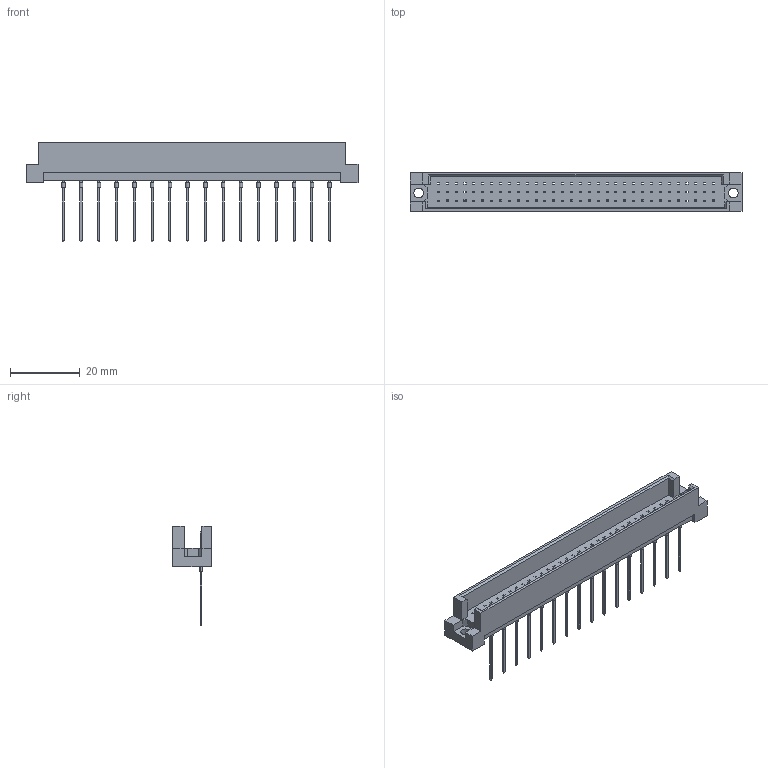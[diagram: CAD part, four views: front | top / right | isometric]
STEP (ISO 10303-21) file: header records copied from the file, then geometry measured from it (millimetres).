
FILE_DESCRIPTION (( 'STEP AP203' ), '1' );
FILE_NAME ('493-116-381-621.STEP', '2019-11-11T19:13:35', ( '' ), ( '' ), 'SwSTEP 2.0', 'SolidWorks 2020', '' );
FILE_SCHEMA (( 'CONFIG_CONTROL_DESIGN' ));
Length unit declared in the file: millimetre
Products named in the file (3): 493-116-381-621; 493 Part_96; 493-290_81
Assembly tree (17 placements, depth 2):
  493-116-381-621
    493 Part_96
    493-290_81  x16
Bounding box: 95 x 11.1 x 28.6 mm (x, y, z)
Volume: 5798.8 mm3; surface area: 7457 mm2
Topology: 17 solids, 17 shells, 788 faces, 2034 edges, 1312 vertices
Faces by surface type: plane 752, cylinder 36
Entity records: 16061 total; most frequent: CARTESIAN_POINT 2714, ORIENTED_EDGE 2688, DIRECTION 2312, EDGE_CURVE 1344, VECTOR 1332, LINE 1332, VERTEX_POINT 892, EDGE_LOOP 656
